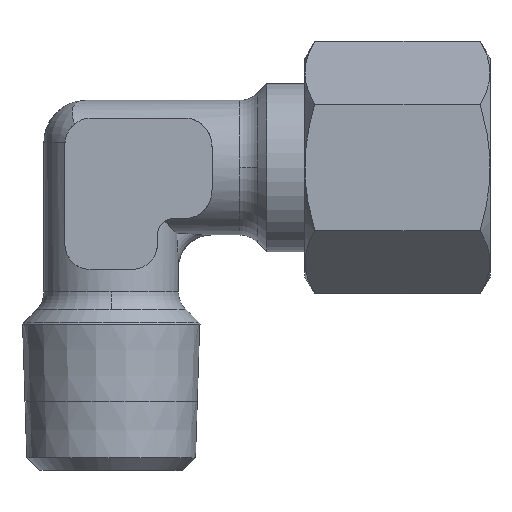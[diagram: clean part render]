
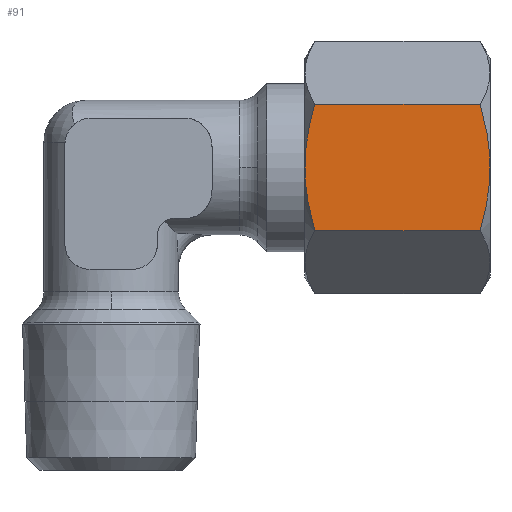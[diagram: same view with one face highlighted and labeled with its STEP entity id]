
A CAD part, top view. The second image highlights one B-rep face of the part: STEP entity #91.
In plain terms, the highlighted planar face has unit normal (0, 0, 1).
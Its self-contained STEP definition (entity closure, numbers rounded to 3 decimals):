
#91=ADVANCED_FACE('',(#250),#251,.T.);
#250=FACE_OUTER_BOUND('',#480,.T.);
#251=PLANE('',#481);
#480=EDGE_LOOP('',(#976,#977,#978,#979,#980,#981));
#481=AXIS2_PLACEMENT_3D('',#982,#983,#984);
#976=ORIENTED_EDGE('',*,*,#1662,.F.);
#977=ORIENTED_EDGE('',*,*,#1659,.F.);
#978=ORIENTED_EDGE('',*,*,#1685,.T.);
#979=ORIENTED_EDGE('',*,*,#1677,.F.);
#980=ORIENTED_EDGE('',*,*,#1674,.F.);
#981=ORIENTED_EDGE('',*,*,#1686,.F.);
#982=CARTESIAN_POINT('',(11.523,18.0,6.5));
#983=DIRECTION('',(0.,0.,1.0));
#984=DIRECTION('',(0.,-1.0,0.));
#1659=EDGE_CURVE('',#2052,#2041,#2053,.T.);
#1662=EDGE_CURVE('',#2041,#2055,#2057,.T.);
#1674=EDGE_CURVE('',#2074,#2075,#2076,.T.);
#1677=EDGE_CURVE('',#2075,#2079,#2080,.T.);
#1685=EDGE_CURVE('',#2052,#2079,#2090,.T.);
#1686=EDGE_CURVE('',#2055,#2074,#2091,.T.);
#2041=VERTEX_POINT('',#2813);
#2052=VERTEX_POINT('',#2824);
#2053=(B_SPLINE_CURVE(2,(#2826,#2827,#2828,#2829,#2830),.UNSPECIFIED.,.F.,.F.)B_SPLINE_CURVE_WITH_KNOTS((3,2,3),(0.0,3.811,7.622),.UNSPECIFIED.)RATIONAL_B_SPLINE_CURVE((1.0,1.038,1.0,1.038,1.0))BOUNDED_CURVE()REPRESENTATION_ITEM('')GEOMETRIC_REPRESENTATION_ITEM()CURVE());
#2055=VERTEX_POINT('',#2849);
#2057=(B_SPLINE_CURVE(2,(#2863,#2864,#2865,#2866,#2867),.UNSPECIFIED.,.F.,.F.)B_SPLINE_CURVE_WITH_KNOTS((3,2,3),(0.0,3.811,7.622),.UNSPECIFIED.)RATIONAL_B_SPLINE_CURVE((1.0,1.038,1.0,1.038,1.0))BOUNDED_CURVE()REPRESENTATION_ITEM('')GEOMETRIC_REPRESENTATION_ITEM()CURVE());
#2074=VERTEX_POINT('',#2989);
#2075=VERTEX_POINT('',#2990);
#2076=(B_SPLINE_CURVE(2,(#2992,#2993,#2994,#2995,#2996),.UNSPECIFIED.,.F.,.F.)B_SPLINE_CURVE_WITH_KNOTS((3,2,3),(0.0,3.811,7.622),.UNSPECIFIED.)RATIONAL_B_SPLINE_CURVE((1.0,1.038,1.0,1.038,1.0))BOUNDED_CURVE()REPRESENTATION_ITEM('')GEOMETRIC_REPRESENTATION_ITEM()CURVE());
#2079=VERTEX_POINT('',#3016);
#2080=(B_SPLINE_CURVE(2,(#3018,#3019,#3020,#3021,#3022),.UNSPECIFIED.,.F.,.F.)B_SPLINE_CURVE_WITH_KNOTS((3,2,3),(0.0,3.811,7.622),.UNSPECIFIED.)RATIONAL_B_SPLINE_CURVE((1.0,1.038,1.0,1.038,1.0))BOUNDED_CURVE()REPRESENTATION_ITEM('')GEOMETRIC_REPRESENTATION_ITEM()CURVE());
#2090=LINE('',#3082,#3083);
#2091=LINE('',#3084,#3085);
#2813=CARTESIAN_POINT('',(11.523,18.0,6.5));
#2824=CARTESIAN_POINT('',(12.104,14.247,6.5));
#2826=CARTESIAN_POINT('',(12.105,14.243,6.5));
#2827=CARTESIAN_POINT('',(11.523,16.257,6.5));
#2828=CARTESIAN_POINT('',(11.523,18.0,6.5));
#2829=CARTESIAN_POINT('',(11.523,19.743,6.5));
#2830=CARTESIAN_POINT('',(12.105,21.757,6.5));
#2849=CARTESIAN_POINT('',(12.104,21.753,6.5));
#2863=CARTESIAN_POINT('',(12.105,14.243,6.5));
#2864=CARTESIAN_POINT('',(11.523,16.257,6.5));
#2865=CARTESIAN_POINT('',(11.523,18.0,6.5));
#2866=CARTESIAN_POINT('',(11.523,19.743,6.5));
#2867=CARTESIAN_POINT('',(12.105,21.757,6.5));
#2989=CARTESIAN_POINT('',(21.943,21.753,6.5));
#2990=CARTESIAN_POINT('',(22.523,18.0,6.5));
#2992=CARTESIAN_POINT('',(21.942,21.757,6.5));
#2993=CARTESIAN_POINT('',(22.523,19.743,6.5));
#2994=CARTESIAN_POINT('',(22.523,18.0,6.5));
#2995=CARTESIAN_POINT('',(22.523,16.257,6.5));
#2996=CARTESIAN_POINT('',(21.942,14.243,6.5));
#3016=CARTESIAN_POINT('',(21.943,14.247,6.5));
#3018=CARTESIAN_POINT('',(21.942,21.757,6.5));
#3019=CARTESIAN_POINT('',(22.523,19.743,6.5));
#3020=CARTESIAN_POINT('',(22.523,18.0,6.5));
#3021=CARTESIAN_POINT('',(22.523,16.257,6.5));
#3022=CARTESIAN_POINT('',(21.942,14.243,6.5));
#3082=CARTESIAN_POINT('',(11.523,14.247,6.5));
#3083=VECTOR('',#3700,1.0);
#3084=CARTESIAN_POINT('',(11.523,21.753,6.5));
#3085=VECTOR('',#3701,1.0);
#3700=DIRECTION('',(1.0,0.,0.0));
#3701=DIRECTION('',(1.0,0.,0.0));
